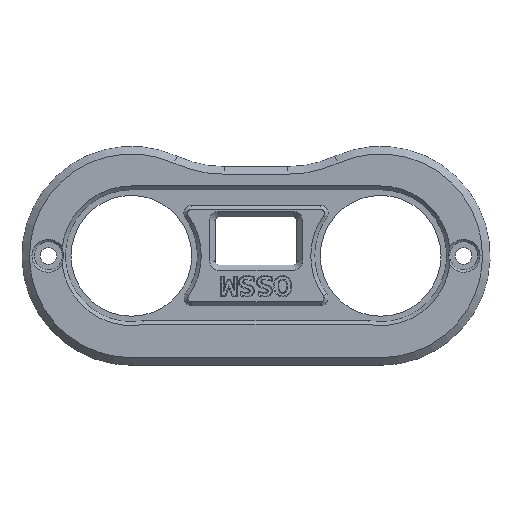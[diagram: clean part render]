
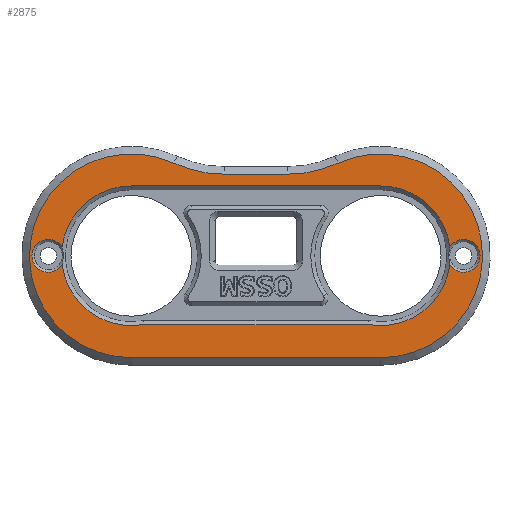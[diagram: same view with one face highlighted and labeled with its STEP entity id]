
A CAD part, top view. The second image highlights one B-rep face of the part: STEP entity #2875.
In plain terms, the highlighted planar face has unit normal (0, 0, 1).
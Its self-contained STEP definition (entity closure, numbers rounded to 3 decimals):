
#47=FACE_BOUND('',#389,.T.);
#99=CIRCLE('',#3067,18.5);
#101=CIRCLE('',#3069,18.5);
#102=CIRCLE('',#3072,18.5);
#104=CIRCLE('',#3074,18.5);
#106=CIRCLE('',#3079,27.);
#107=CIRCLE('',#3080,27.);
#108=CIRCLE('',#3081,32.);
#109=CIRCLE('',#3082,32.);
#110=CIRCLE('',#3083,4.35);
#111=CIRCLE('',#3084,4.35);
#112=CIRCLE('',#3085,4.35);
#206=FACE_OUTER_BOUND('',#388,.T.);
#388=EDGE_LOOP('',(#1940,#1941,#1942,#1943,#1944,#1945));
#389=EDGE_LOOP('',(#1946,#1947,#1948,#1949,#1950,#1951,#1952,#1953,#1954));
#654=LINE('',#4048,#937);
#657=LINE('',#4079,#940);
#663=LINE('',#4112,#946);
#664=LINE('',#4118,#947);
#937=VECTOR('',#3299,10.);
#940=VECTOR('',#3312,10.);
#946=VECTOR('',#3336,10.);
#947=VECTOR('',#3341,10.);
#1221=VERTEX_POINT('',#4042);
#1222=VERTEX_POINT('',#4047);
#1223=VERTEX_POINT('',#4054);
#1225=VERTEX_POINT('',#4062);
#1227=VERTEX_POINT('',#4072);
#1229=VERTEX_POINT('',#4077);
#1230=VERTEX_POINT('',#4082);
#1231=VERTEX_POINT('',#4083);
#1235=VERTEX_POINT('',#4108);
#1236=VERTEX_POINT('',#4109);
#1237=VERTEX_POINT('',#4111);
#1238=VERTEX_POINT('',#4113);
#1239=VERTEX_POINT('',#4115);
#1240=VERTEX_POINT('',#4117);
#1241=VERTEX_POINT('',#4121);
#1482=EDGE_CURVE('',#1221,#1222,#654,.T.);
#1486=EDGE_CURVE('',#1225,#1221,#99,.T.);
#1489=EDGE_CURVE('',#1227,#1223,#101,.T.);
#1491=EDGE_CURVE('',#1229,#1227,#657,.T.);
#1494=EDGE_CURVE('',#1231,#1229,#102,.T.);
#1496=EDGE_CURVE('',#1222,#1230,#104,.T.);
#1502=EDGE_CURVE('',#1235,#1236,#106,.T.);
#1503=EDGE_CURVE('',#1237,#1235,#663,.T.);
#1504=EDGE_CURVE('',#1238,#1237,#107,.T.);
#1505=EDGE_CURVE('',#1239,#1238,#108,.T.);
#1506=EDGE_CURVE('',#1240,#1239,#664,.T.);
#1507=EDGE_CURVE('',#1236,#1240,#109,.T.);
#1508=EDGE_CURVE('',#1223,#1225,#110,.T.);
#1509=EDGE_CURVE('',#1241,#1231,#111,.T.);
#1510=EDGE_CURVE('',#1230,#1241,#112,.T.);
#1940=ORIENTED_EDGE('',*,*,#1502,.F.);
#1941=ORIENTED_EDGE('',*,*,#1503,.F.);
#1942=ORIENTED_EDGE('',*,*,#1504,.F.);
#1943=ORIENTED_EDGE('',*,*,#1505,.F.);
#1944=ORIENTED_EDGE('',*,*,#1506,.F.);
#1945=ORIENTED_EDGE('',*,*,#1507,.F.);
#1946=ORIENTED_EDGE('',*,*,#1496,.F.);
#1947=ORIENTED_EDGE('',*,*,#1482,.F.);
#1948=ORIENTED_EDGE('',*,*,#1486,.F.);
#1949=ORIENTED_EDGE('',*,*,#1508,.F.);
#1950=ORIENTED_EDGE('',*,*,#1489,.F.);
#1951=ORIENTED_EDGE('',*,*,#1491,.F.);
#1952=ORIENTED_EDGE('',*,*,#1494,.F.);
#1953=ORIENTED_EDGE('',*,*,#1509,.F.);
#1954=ORIENTED_EDGE('',*,*,#1510,.F.);
#2776=PLANE('',#3078);
#2875=ADVANCED_FACE('',(#206,#47),#2776,.T.);
#3067=AXIS2_PLACEMENT_3D('',#4069,#3302,#3303);
#3069=AXIS2_PLACEMENT_3D('',#4074,#3307,#3308);
#3072=AXIS2_PLACEMENT_3D('',#4094,#3316,#3317);
#3074=AXIS2_PLACEMENT_3D('',#4096,#3320,#3321);
#3078=AXIS2_PLACEMENT_3D('',#4107,#3332,#3333);
#3079=AXIS2_PLACEMENT_3D('',#4110,#3334,#3335);
#3080=AXIS2_PLACEMENT_3D('',#4114,#3337,#3338);
#3081=AXIS2_PLACEMENT_3D('',#4116,#3339,#3340);
#3082=AXIS2_PLACEMENT_3D('',#4119,#3342,#3343);
#3083=AXIS2_PLACEMENT_3D('',#4120,#3344,#3345);
#3084=AXIS2_PLACEMENT_3D('',#4122,#3346,#3347);
#3085=AXIS2_PLACEMENT_3D('',#4123,#3348,#3349);
#3299=DIRECTION('',(1.,0.,0.));
#3302=DIRECTION('center_axis',(0.,0.,1.));
#3303=DIRECTION('ref_axis',(-0.876,0.482,0.));
#3307=DIRECTION('center_axis',(0.,0.,1.));
#3308=DIRECTION('ref_axis',(-0.876,0.482,0.));
#3312=DIRECTION('',(-1.,0.,0.));
#3316=DIRECTION('center_axis',(0.,0.,1.));
#3317=DIRECTION('ref_axis',(0.487,-0.873,0.));
#3320=DIRECTION('center_axis',(0.,0.,1.));
#3321=DIRECTION('ref_axis',(0.487,-0.873,0.));
#3332=DIRECTION('center_axis',(0.,0.,1.));
#3333=DIRECTION('ref_axis',(1.,0.,0.));
#3334=DIRECTION('center_axis',(0.,0.,-1.));
#3335=DIRECTION('ref_axis',(-0.7,-0.714,0.));
#3336=DIRECTION('',(-1.,0.,0.));
#3337=DIRECTION('center_axis',(0.,0.,-1.));
#3338=DIRECTION('ref_axis',(0.,1.,0.));
#3339=DIRECTION('center_axis',(0.,0.,1.));
#3340=DIRECTION('ref_axis',(0.214,-0.977,0.));
#3341=DIRECTION('',(1.,0.,0.));
#3342=DIRECTION('center_axis',(0.,0.,1.));
#3343=DIRECTION('ref_axis',(-0.214,-0.977,0.));
#3344=DIRECTION('center_axis',(0.,0.,1.));
#3345=DIRECTION('ref_axis',(-1.,0.,0.));
#3346=DIRECTION('center_axis',(0.,0.,1.));
#3347=DIRECTION('ref_axis',(-1.,0.,0.));
#3348=DIRECTION('center_axis',(0.,0.,1.));
#3349=DIRECTION('ref_axis',(-1.,0.,0.));
#4042=CARTESIAN_POINT('',(31.321,9.8,23.548));
#4047=CARTESIAN_POINT('',(90.679,9.8,23.548));
#4048=CARTESIAN_POINT('',(77.5,9.8,23.548));
#4054=CARTESIAN_POINT('',(9.652,30.364,23.548));
#4062=CARTESIAN_POINT('',(9.652,25.636,23.548));
#4069=CARTESIAN_POINT('Origin',(28.,28.,23.548));
#4072=CARTESIAN_POINT('',(28.,46.5,23.548));
#4074=CARTESIAN_POINT('Origin',(28.,28.,23.548));
#4077=CARTESIAN_POINT('',(94.,46.5,23.548));
#4079=CARTESIAN_POINT('',(44.5,46.5,23.548));
#4082=CARTESIAN_POINT('',(112.348,25.636,23.548));
#4083=CARTESIAN_POINT('',(112.348,30.364,23.548));
#4094=CARTESIAN_POINT('Origin',(94.,28.,23.548));
#4096=CARTESIAN_POINT('Origin',(94.,28.,23.548));
#4107=CARTESIAN_POINT('Origin',(61.,28.,23.548));
#4108=CARTESIAN_POINT('',(28.,1.,23.548));
#4109=CARTESIAN_POINT('',(39.268,52.536,23.548));
#4110=CARTESIAN_POINT('Origin',(28.,28.,23.548));
#4111=CARTESIAN_POINT('',(94.,1.,23.548));
#4112=CARTESIAN_POINT('',(44.5,1.,23.548));
#4113=CARTESIAN_POINT('',(82.732,52.536,23.548));
#4114=CARTESIAN_POINT('Origin',(94.,28.,23.548));
#4115=CARTESIAN_POINT('',(69.378,49.617,23.548));
#4116=CARTESIAN_POINT('Origin',(69.378,81.617,23.548));
#4117=CARTESIAN_POINT('',(52.622,49.617,23.548));
#4118=CARTESIAN_POINT('',(68.25,49.617,23.548));
#4119=CARTESIAN_POINT('Origin',(52.622,81.617,23.548));
#4120=CARTESIAN_POINT('Origin',(6.,28.,23.548));
#4121=CARTESIAN_POINT('',(120.35,28.,23.548));
#4122=CARTESIAN_POINT('Origin',(116.,28.,23.548));
#4123=CARTESIAN_POINT('Origin',(116.,28.,23.548));
